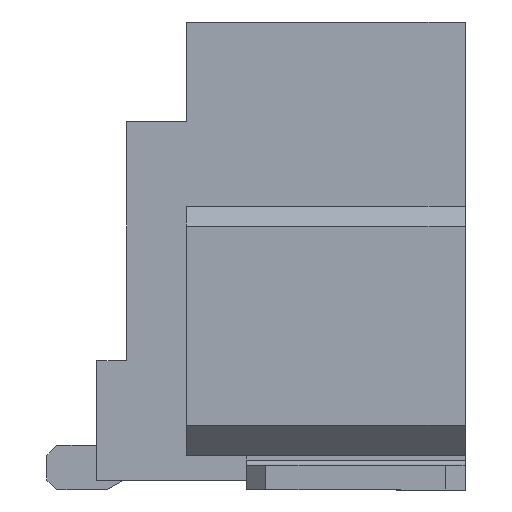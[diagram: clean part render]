
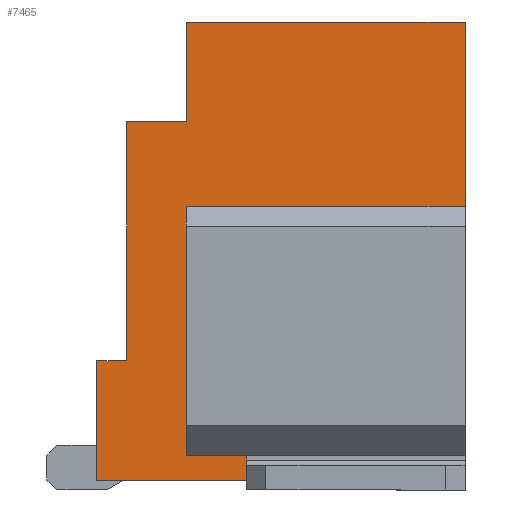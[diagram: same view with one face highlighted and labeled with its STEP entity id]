
A CAD part, left-side view. The second image highlights one B-rep face of the part: STEP entity #7465.
In plain terms, the highlighted planar face has unit normal (-1, 0, 0).
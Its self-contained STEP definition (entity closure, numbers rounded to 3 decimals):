
#5323=CARTESIAN_POINT('',(-4.625,1.7,0.35));
#5324=VERTEX_POINT('',#5323);
#5331=CARTESIAN_POINT('',(-4.625,-1.1,0.35));
#5332=VERTEX_POINT('',#5331);
#5333=CARTESIAN_POINT('',(-4.625,-1.1,0.35));
#5334=DIRECTION('',(0.0,1.0,0.0));
#5335=VECTOR('',#5334,2.8);
#5336=LINE('',#5333,#5335);
#5337=EDGE_CURVE('',#5332,#5324,#5336,.T.);
#5810=CARTESIAN_POINT('',(-4.625,2.6,0.1));
#5811=VERTEX_POINT('',#5810);
#5818=CARTESIAN_POINT('',(-4.625,2.6,1.3));
#5819=VERTEX_POINT('',#5818);
#5820=CARTESIAN_POINT('',(-4.625,2.6,0.1));
#5821=DIRECTION('',(0.0,0.0,1.0));
#5822=VECTOR('',#5821,1.2);
#5823=LINE('',#5820,#5822);
#5824=EDGE_CURVE('',#5811,#5819,#5823,.T.);
#6300=CARTESIAN_POINT('',(-4.625,-1.1,4.7));
#6301=VERTEX_POINT('',#6300);
#6308=CARTESIAN_POINT('',(-4.625,-1.1,2.85));
#6309=VERTEX_POINT('',#6308);
#6310=CARTESIAN_POINT('',(-4.625,-1.1,2.85));
#6311=DIRECTION('',(0.0,0.0,1.0));
#6312=VECTOR('',#6311,1.85);
#6313=LINE('',#6310,#6312);
#6314=EDGE_CURVE('',#6309,#6301,#6313,.T.);
#6385=CARTESIAN_POINT('',(-4.625,-1.1,0.1));
#6386=VERTEX_POINT('',#6385);
#6387=CARTESIAN_POINT('',(-4.625,-1.1,0.1));
#6388=DIRECTION('',(0.0,0.0,1.0));
#6389=VECTOR('',#6388,0.25);
#6390=LINE('',#6387,#6389);
#6391=EDGE_CURVE('',#6386,#5332,#6390,.T.);
#7318=CARTESIAN_POINT('',(-4.625,1.7,4.7));
#7319=VERTEX_POINT('',#7318);
#7326=CARTESIAN_POINT('',(-4.625,1.7,4.7));
#7327=DIRECTION('',(0.0,-1.0,0.0));
#7328=VECTOR('',#7327,2.8);
#7329=LINE('',#7326,#7328);
#7330=EDGE_CURVE('',#7319,#6301,#7329,.T.);
#7403=CARTESIAN_POINT('',(-4.625,2.785,-0.13));
#7404=DIRECTION('',(-1.0,0.0,0.0));
#7405=DIRECTION('',(0.0,0.0,-1.0));
#7406=AXIS2_PLACEMENT_3D('',#7403,#7404,#7405);
#7407=PLANE('',#7406);
#7408=CARTESIAN_POINT('',(-4.625,1.7,3.7));
#7409=VERTEX_POINT('',#7408);
#7410=CARTESIAN_POINT('',(-4.625,2.3,3.7));
#7411=VERTEX_POINT('',#7410);
#7412=CARTESIAN_POINT('',(-4.625,1.7,3.7));
#7413=DIRECTION('',(0.0,1.0,0.0));
#7414=VECTOR('',#7413,0.6);
#7415=LINE('',#7412,#7414);
#7416=EDGE_CURVE('',#7409,#7411,#7415,.T.);
#7417=ORIENTED_EDGE('',*,*,#7416,.T.);
#7418=CARTESIAN_POINT('',(-4.625,2.3,1.3));
#7419=VERTEX_POINT('',#7418);
#7420=CARTESIAN_POINT('',(-4.625,2.3,3.7));
#7421=DIRECTION('',(0.0,0.0,-1.0));
#7422=VECTOR('',#7421,2.4);
#7423=LINE('',#7420,#7422);
#7424=EDGE_CURVE('',#7411,#7419,#7423,.T.);
#7425=ORIENTED_EDGE('',*,*,#7424,.T.);
#7426=CARTESIAN_POINT('',(-4.625,2.6,1.3));
#7427=DIRECTION('',(0.0,-1.0,0.0));
#7428=VECTOR('',#7427,0.3);
#7429=LINE('',#7426,#7428);
#7430=EDGE_CURVE('',#5819,#7419,#7429,.T.);
#7431=ORIENTED_EDGE('',*,*,#7430,.F.);
#7432=ORIENTED_EDGE('',*,*,#5824,.F.);
#7433=CARTESIAN_POINT('',(-4.625,2.6,0.1));
#7434=DIRECTION('',(0.0,-1.0,0.0));
#7435=VECTOR('',#7434,3.7);
#7436=LINE('',#7433,#7435);
#7437=EDGE_CURVE('',#5811,#6386,#7436,.T.);
#7438=ORIENTED_EDGE('',*,*,#7437,.T.);
#7439=ORIENTED_EDGE('',*,*,#6391,.T.);
#7440=ORIENTED_EDGE('',*,*,#5337,.T.);
#7441=CARTESIAN_POINT('',(-4.625,1.7,2.85));
#7442=VERTEX_POINT('',#7441);
#7443=CARTESIAN_POINT('',(-4.625,1.7,2.85));
#7444=DIRECTION('',(0.0,0.0,-1.0));
#7445=VECTOR('',#7444,2.5);
#7446=LINE('',#7443,#7445);
#7447=EDGE_CURVE('',#7442,#5324,#7446,.T.);
#7448=ORIENTED_EDGE('',*,*,#7447,.F.);
#7449=CARTESIAN_POINT('',(-4.625,-1.1,2.85));
#7450=DIRECTION('',(0.0,1.0,0.0));
#7451=VECTOR('',#7450,2.8);
#7452=LINE('',#7449,#7451);
#7453=EDGE_CURVE('',#6309,#7442,#7452,.T.);
#7454=ORIENTED_EDGE('',*,*,#7453,.F.);
#7455=ORIENTED_EDGE('',*,*,#6314,.T.);
#7456=ORIENTED_EDGE('',*,*,#7330,.F.);
#7457=CARTESIAN_POINT('',(-4.625,1.7,4.7));
#7458=DIRECTION('',(0.0,0.0,-1.0));
#7459=VECTOR('',#7458,1.0);
#7460=LINE('',#7457,#7459);
#7461=EDGE_CURVE('',#7319,#7409,#7460,.T.);
#7462=ORIENTED_EDGE('',*,*,#7461,.T.);
#7463=EDGE_LOOP('',(#7417,#7425,#7431,#7432,#7438,#7439,#7440,#7448,#7454,#7455,#7456,#7462));
#7464=FACE_OUTER_BOUND('',#7463,.T.);
#7465=ADVANCED_FACE('',(#7464),#7407,.T.);
